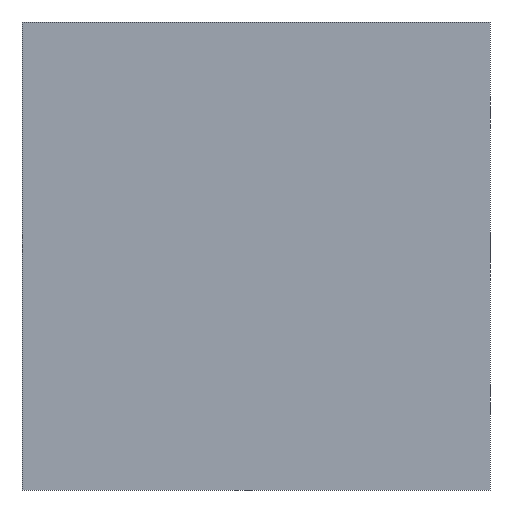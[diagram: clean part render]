
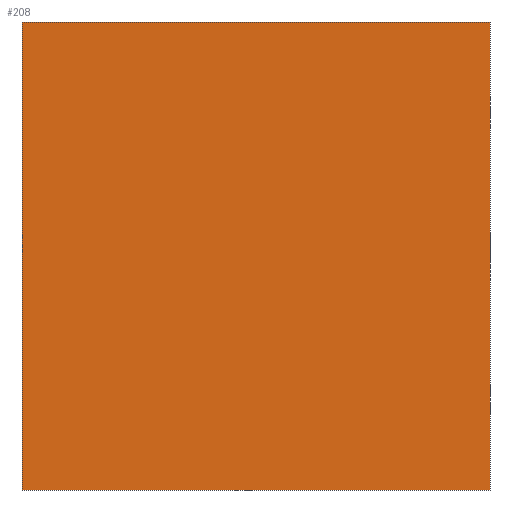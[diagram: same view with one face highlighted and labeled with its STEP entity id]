
A CAD part, front view. The second image highlights one B-rep face of the part: STEP entity #208.
In plain terms, the highlighted planar face has unit normal (0, -1, 0).
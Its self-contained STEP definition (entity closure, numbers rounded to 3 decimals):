
#27=PLANE('',#242);
#40=FACE_OUTER_BOUND('',#57,.T.);
#57=EDGE_LOOP('',(#184,#185,#186,#187));
#68=LINE('',#373,#84);
#72=LINE('',#380,#88);
#75=LINE('',#386,#91);
#77=LINE('',#389,#93);
#84=VECTOR('',#282,10.);
#88=VECTOR('',#288,10.);
#91=VECTOR('',#293,10.);
#93=VECTOR('',#297,10.);
#112=VERTEX_POINT('',#370);
#113=VERTEX_POINT('',#372);
#115=VERTEX_POINT('',#378);
#117=VERTEX_POINT('',#384);
#133=EDGE_CURVE('',#113,#112,#68,.T.);
#137=EDGE_CURVE('',#112,#115,#72,.T.);
#140=EDGE_CURVE('',#115,#117,#75,.T.);
#142=EDGE_CURVE('',#117,#113,#77,.T.);
#184=ORIENTED_EDGE('',*,*,#137,.T.);
#185=ORIENTED_EDGE('',*,*,#140,.T.);
#186=ORIENTED_EDGE('',*,*,#142,.T.);
#187=ORIENTED_EDGE('',*,*,#133,.T.);
#208=ADVANCED_FACE('',(#40),#27,.F.);
#242=AXIS2_PLACEMENT_3D('',#390,#298,#299);
#282=DIRECTION('',(0.,0.,-1.));
#288=DIRECTION('',(1.,0.,0.));
#293=DIRECTION('',(0.,0.,1.));
#297=DIRECTION('',(-1.,0.,0.));
#298=DIRECTION('center_axis',(0.,1.,0.));
#299=DIRECTION('ref_axis',(1.,0.,0.));
#370=CARTESIAN_POINT('',(-75.,-6.45,-37.5));
#372=CARTESIAN_POINT('',(-75.,-6.45,37.5));
#373=CARTESIAN_POINT('',(-75.,-6.45,37.5));
#378=CARTESIAN_POINT('',(0.,-6.45,-37.5));
#380=CARTESIAN_POINT('',(-75.,-6.45,-37.5));
#384=CARTESIAN_POINT('',(0.,-6.45,37.5));
#386=CARTESIAN_POINT('',(0.,-6.45,-37.5));
#389=CARTESIAN_POINT('',(0.,-6.45,37.5));
#390=CARTESIAN_POINT('Origin',(-37.5,-6.45,0.));
